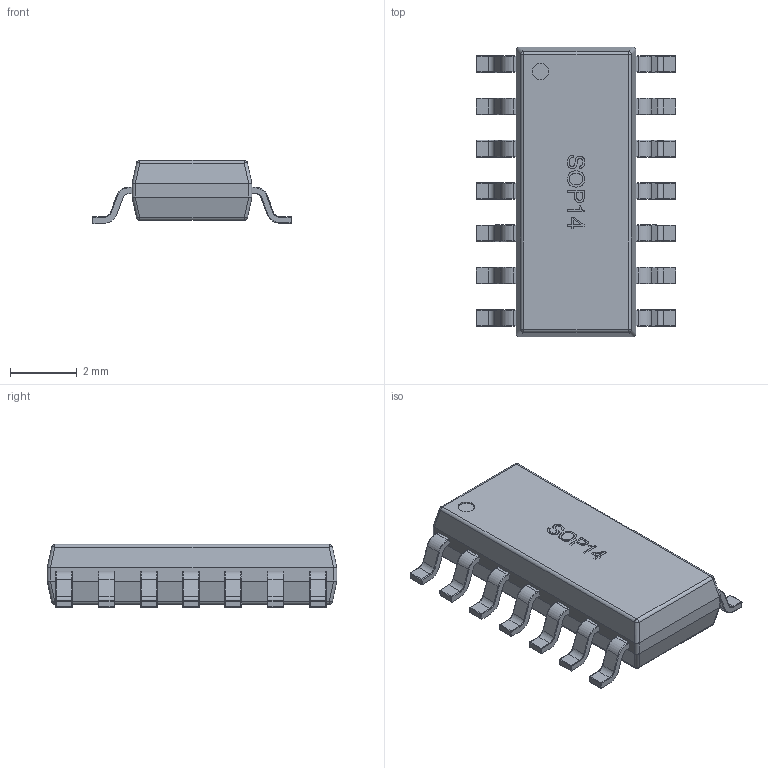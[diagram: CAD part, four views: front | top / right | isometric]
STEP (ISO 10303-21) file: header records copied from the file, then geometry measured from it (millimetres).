
FILE_DESCRIPTION (( 'STEP AP214' ), '1' );
FILE_NAME ('SOP14-.STEP', '2017-09-05T06:31:55', ( 'Roy' ), ( 'Microsoft' ), 'SwSTEP 2.0', 'SolidWorks 2014', '' );
FILE_SCHEMA (( 'AUTOMOTIVE_DESIGN' ));
Length unit declared in the file: millimetre
Products named in the file (5): SOP14-; SOP14_呿极; 綠僅1.8_腔竘褐_4; SOP14; Designator203
Assembly tree (17 placements, depth 4):
  SOP14-
    Designator203
      SOP14
        SOP14_呿极
        綠僅1.8_腔竘褐_4  x14
Bounding box: 6.01 x 8.7 x 1.9 mm (x, y, z)
Volume: 56.1 mm3; surface area: 133.9 mm2
Topology: 15 solids, 15 shells, 644 faces, 1525 edges, 850 vertices
Faces by surface type: cylinder 274, plane 196, bspline 174
Entity records: 7963 total; most frequent: CARTESIAN_POINT 2873, ORIENTED_EDGE 726, DIRECTION 597, EDGE_CURVE 363, VERTEX_POINT 226, VECTOR 217, LINE 217, AXIS2_PLACEMENT_3D 190
